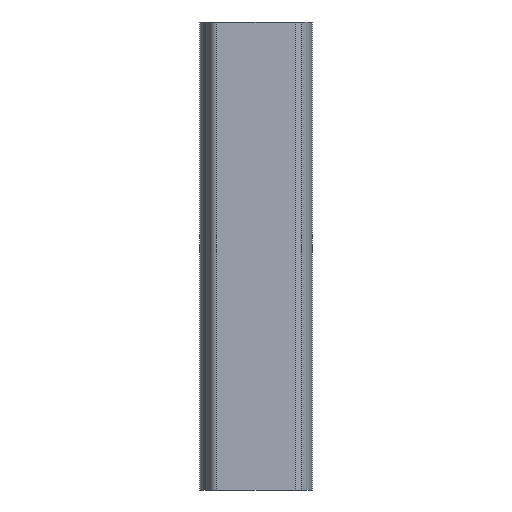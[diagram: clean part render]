
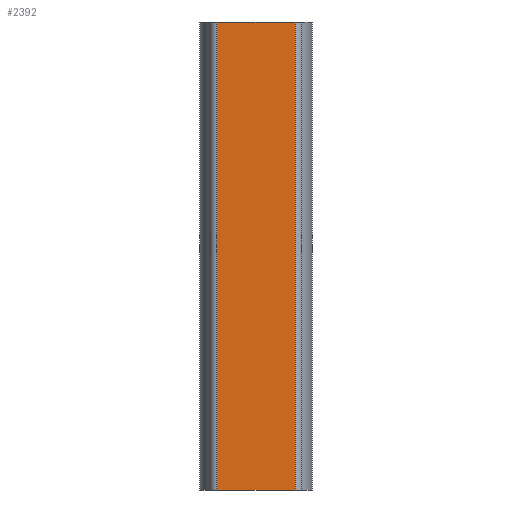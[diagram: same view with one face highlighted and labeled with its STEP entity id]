
A CAD part, left-side view. The second image highlights one B-rep face of the part: STEP entity #2392.
In plain terms, the highlighted planar face has unit normal (-1, 0, 0).
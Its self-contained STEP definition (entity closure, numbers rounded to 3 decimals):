
#22 = CARTESIAN_POINT ( 'NONE',  ( -127.489, 47.977, 500. ) ) ;
#193 = EDGE_CURVE ( 'NONE', #2117, #2848, #2732, .T. ) ;
#194 = EDGE_LOOP ( 'NONE', ( #2930, #1313, #2737, #2500 ) ) ;
#222 = CARTESIAN_POINT ( 'NONE',  ( -127.489, 47.977, 500. ) ) ;
#248 = VECTOR ( 'NONE', #1341, 1000. ) ;
#254 = VECTOR ( 'NONE', #2751, 1000. ) ;
#285 = CARTESIAN_POINT ( 'NONE',  ( -127.489, 47.977, 0. ) ) ;
#297 = VERTEX_POINT ( 'NONE', #22 ) ;
#515 = DIRECTION ( 'NONE',  ( 0., 1., 0. ) ) ;
#643 = EDGE_CURVE ( 'NONE', #2960, #2117, #2796, .T. ) ;
#696 = PLANE ( 'NONE',  #2754 ) ;
#704 = CARTESIAN_POINT ( 'NONE',  ( -127.489, -35.521, 500. ) ) ;
#955 = LINE ( 'NONE', #2946, #248 ) ;
#1046 = EDGE_CURVE ( 'NONE', #297, #2960, #2928, .T. ) ;
#1189 = EDGE_CURVE ( 'NONE', #297, #2848, #955, .T. ) ;
#1220 = DIRECTION ( 'NONE',  ( 1., 0., 0. ) ) ;
#1253 = DIRECTION ( 'NONE',  ( 0., 0., 1. ) ) ;
#1313 = ORIENTED_EDGE ( 'NONE', *, *, #193, .T. ) ;
#1328 = FACE_OUTER_BOUND ( 'NONE', #194, .T. ) ;
#1341 = DIRECTION ( 'NONE',  ( 0., -1., 0. ) ) ;
#1626 = DIRECTION ( 'NONE',  ( 0., 0., -1. ) ) ;
#1711 = VECTOR ( 'NONE', #1626, 1000. ) ;
#1907 = CARTESIAN_POINT ( 'NONE',  ( -127.489, 51.824, 500. ) ) ;
#1909 = CARTESIAN_POINT ( 'NONE',  ( -127.489, 51.824, 0. ) ) ;
#1914 = CARTESIAN_POINT ( 'NONE',  ( -127.489, -35.521, 500. ) ) ;
#2117 = VERTEX_POINT ( 'NONE', #2730 ) ;
#2392 = ADVANCED_FACE ( 'NONE', ( #1328 ), #696, .F. ) ;
#2500 = ORIENTED_EDGE ( 'NONE', *, *, #1046, .T. ) ;
#2730 = CARTESIAN_POINT ( 'NONE',  ( -127.489, -35.521, 0. ) ) ;
#2732 = LINE ( 'NONE', #1914, #2806 ) ;
#2737 = ORIENTED_EDGE ( 'NONE', *, *, #1189, .F. ) ;
#2751 = DIRECTION ( 'NONE',  ( 0., -1., 0. ) ) ;
#2754 = AXIS2_PLACEMENT_3D ( 'NONE', #1907, #1220, #515 ) ;
#2796 = LINE ( 'NONE', #1909, #254 ) ;
#2806 = VECTOR ( 'NONE', #1253, 1000. ) ;
#2848 = VERTEX_POINT ( 'NONE', #704 ) ;
#2928 = LINE ( 'NONE', #222, #1711 ) ;
#2930 = ORIENTED_EDGE ( 'NONE', *, *, #643, .T. ) ;
#2946 = CARTESIAN_POINT ( 'NONE',  ( -127.489, 51.824, 500. ) ) ;
#2960 = VERTEX_POINT ( 'NONE', #285 ) ;
